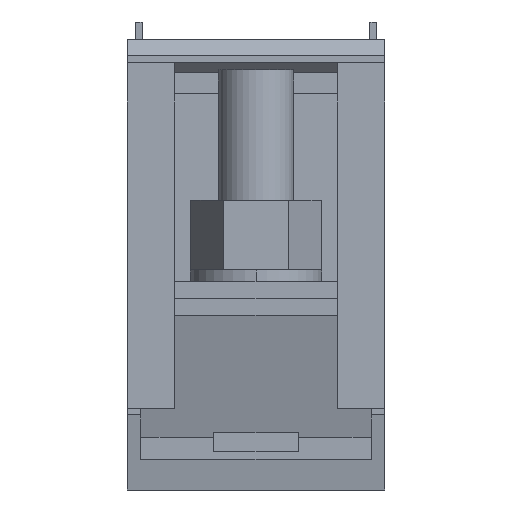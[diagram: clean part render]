
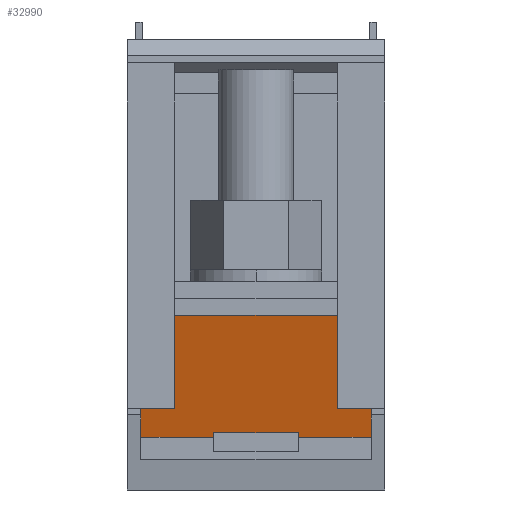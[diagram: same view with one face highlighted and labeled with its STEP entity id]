
A CAD part, front view. The second image highlights one B-rep face of the part: STEP entity #32990.
In plain terms, the highlighted face is planar.
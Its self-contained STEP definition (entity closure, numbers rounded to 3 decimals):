
#24290=CARTESIAN_POINT('',(211.649,-198.203,
-39.35));
#24300=VERTEX_POINT('',#24290);
#24330=CARTESIAN_POINT('',(158.54,0.,
-39.35));
#24340=DIRECTION('',(-0.259,0.966,
0.));
#24350=VECTOR('',#24340,1.);
#24360=LINE('',#24330,#24350);
#24370=CARTESIAN_POINT('',(204.699,-172.265,
-39.35));
#24380=VERTEX_POINT('',#24370);
#24390=EDGE_CURVE('',#24300,#24380,#24360,.T.);
#29680=CARTESIAN_POINT('',(211.649,-198.203,
9.65));
#29690=VERTEX_POINT('',#29680);
#29720=CARTESIAN_POINT('',(211.649,-198.203,
-42.25));
#29730=DIRECTION('',(0.,0.,-1.));
#29740=VECTOR('',#29730,1.);
#29750=LINE('',#29720,#29740);
#29760=EDGE_CURVE('',#29690,#24300,#29750,.T.);
#30150=CARTESIAN_POINT('',(204.976,-173.3,-5.85));
#30160=VERTEX_POINT('',#30150);
#30190=CARTESIAN_POINT('',(214.951,-210.526,
-5.85));
#30200=DIRECTION('',(0.259,-0.966,
0.));
#30210=VECTOR('',#30200,1.);
#30220=LINE('',#30190,#30210);
#30230=CARTESIAN_POINT('',(204.699,-172.265,
-5.85));
#30240=VERTEX_POINT('',#30230);
#30250=EDGE_CURVE('',#30240,#30160,#30220,.T.);
#30920=CARTESIAN_POINT('',(204.976,-173.3,-23.85));
#30930=VERTEX_POINT('',#30920);
#30960=CARTESIAN_POINT('',(204.976,-173.3,-42.25));
#30970=DIRECTION('',(0.,0.,-1.));
#30980=VECTOR('',#30970,1.);
#30990=LINE('',#30960,#30980);
#31000=EDGE_CURVE('',#30160,#30930,#30990,.T.);
#31310=CARTESIAN_POINT('',(204.699,-172.265,
-23.85));
#31320=VERTEX_POINT('',#31310);
#31350=CARTESIAN_POINT('',(214.951,-210.526,
-23.85));
#31360=DIRECTION('',(-0.259,0.966,
0.));
#31370=VECTOR('',#31360,1.);
#31380=LINE('',#31350,#31370);
#31390=EDGE_CURVE('',#30930,#31320,#31380,.T.);
#31810=CARTESIAN_POINT('',(204.699,-172.265,
-42.25));
#31820=DIRECTION('',(0.,0.,1.));
#31830=VECTOR('',#31820,1.);
#31840=LINE('',#31810,#31830);
#31850=EDGE_CURVE('',#24380,#31320,#31840,.T.);
#31900=CARTESIAN_POINT('',(204.699,-172.265,
9.65));
#31910=VERTEX_POINT('',#31900);
#31920=EDGE_CURVE('',#30240,#31910,#31840,.T.);
#32790=CARTESIAN_POINT('',(211.478,-197.567,
-39.35));
#32800=DIRECTION('',(-0.966,-0.259,
0.));
#32810=DIRECTION('',(-0.259,0.966,
0.));
#32820=AXIS2_PLACEMENT_3D('',#32790,#32800,#32810);
#32830=PLANE('',#32820);
#32840=ORIENTED_EDGE('',*,*,#30250,.F.);
#32850=ORIENTED_EDGE('',*,*,#31000,.F.);
#32860=ORIENTED_EDGE('',*,*,#31390,.F.);
#32870=ORIENTED_EDGE('',*,*,#31850,.T.);
#32880=ORIENTED_EDGE('',*,*,#24390,.T.);
#32890=ORIENTED_EDGE('',*,*,#29760,.T.);
#32900=CARTESIAN_POINT('',(214.951,-210.526,
9.65));
#32910=DIRECTION('',(0.259,-0.966,
0.));
#32920=VECTOR('',#32910,1.);
#32930=LINE('',#32900,#32920);
#32940=EDGE_CURVE('',#31910,#29690,#32930,.T.);
#32950=ORIENTED_EDGE('',*,*,#32940,.T.);
#32960=ORIENTED_EDGE('',*,*,#31920,.T.);
#32970=EDGE_LOOP('',(#32960,#32950,#32890,#32880,#32870,#32860,#32850,
#32840));
#32980=FACE_OUTER_BOUND('',#32970,.T.);
#32990=ADVANCED_FACE('',(#32980),#32830,.F.);
